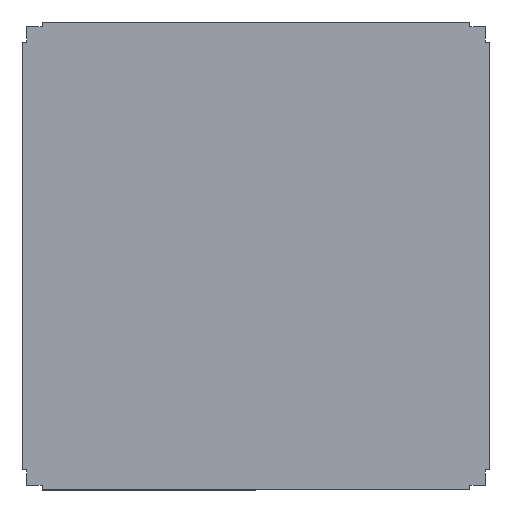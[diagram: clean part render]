
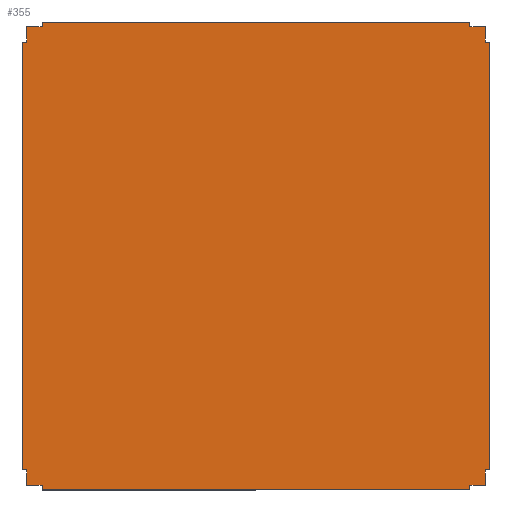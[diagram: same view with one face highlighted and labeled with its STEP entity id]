
A CAD part, top view. The second image highlights one B-rep face of the part: STEP entity #355.
In plain terms, the highlighted planar face has unit normal (0, 0, 1).
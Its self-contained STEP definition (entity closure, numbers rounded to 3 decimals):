
#6 = VECTOR ( 'NONE', #284, 1000. ) ;
#14 = LINE ( 'NONE', #581, #6 ) ;
#16 = VERTEX_POINT ( 'NONE', #61 ) ;
#20 = VECTOR ( 'NONE', #463, 1000. ) ;
#27 = LINE ( 'NONE', #759, #190 ) ;
#30 = DIRECTION ( 'NONE',  ( -1., 0., 0. ) ) ;
#31 = LINE ( 'NONE', #725, #194 ) ;
#39 = CARTESIAN_POINT ( 'NONE',  ( -277., -303., 6. ) ) ;
#40 = EDGE_CURVE ( 'NONE', #540, #729, #119, .T. ) ;
#50 = CARTESIAN_POINT ( 'NONE',  ( 303., 277., 6. ) ) ;
#55 = VERTEX_POINT ( 'NONE', #242 ) ;
#56 = DIRECTION ( 'NONE',  ( 0., 0., 1. ) ) ;
#58 = EDGE_CURVE ( 'NONE', #705, #168, #238, .T. ) ;
#61 = CARTESIAN_POINT ( 'NONE',  ( -277., 303., 6. ) ) ;
#75 = ORIENTED_EDGE ( 'NONE', *, *, #548, .T. ) ;
#77 = EDGE_CURVE ( 'NONE', #283, #16, #506, .T. ) ;
#78 = ORIENTED_EDGE ( 'NONE', *, *, #661, .T. ) ;
#81 = EDGE_CURVE ( 'NONE', #547, #273, #138, .T. ) ;
#85 = CARTESIAN_POINT ( 'NONE',  ( 277., -297., 6. ) ) ;
#86 = LINE ( 'NONE', #85, #176 ) ;
#96 = ORIENTED_EDGE ( 'NONE', *, *, #686, .T. ) ;
#97 = ORIENTED_EDGE ( 'NONE', *, *, #265, .T. ) ;
#100 = CARTESIAN_POINT ( 'NONE',  ( 277., 297., 6. ) ) ;
#106 = VECTOR ( 'NONE', #641, 1000. ) ;
#116 = CARTESIAN_POINT ( 'NONE',  ( 277., -297., 6. ) ) ;
#119 = LINE ( 'NONE', #528, #616 ) ;
#123 = CARTESIAN_POINT ( 'NONE',  ( -297., 277., 6. ) ) ;
#130 = LINE ( 'NONE', #563, #530 ) ;
#132 = ORIENTED_EDGE ( 'NONE', *, *, #81, .T. ) ;
#138 = LINE ( 'NONE', #158, #307 ) ;
#141 = VERTEX_POINT ( 'NONE', #623 ) ;
#146 = ORIENTED_EDGE ( 'NONE', *, *, #211, .T. ) ;
#153 = CARTESIAN_POINT ( 'NONE',  ( -303., 277., 6. ) ) ;
#158 = CARTESIAN_POINT ( 'NONE',  ( -297., -297., 6. ) ) ;
#162 = EDGE_CURVE ( 'NONE', #729, #416, #130, .T. ) ;
#164 = DIRECTION ( 'NONE',  ( 1., 0., 0. ) ) ;
#166 = ORIENTED_EDGE ( 'NONE', *, *, #77, .T. ) ;
#168 = VERTEX_POINT ( 'NONE', #560 ) ;
#176 = VECTOR ( 'NONE', #667, 1000. ) ;
#178 = DIRECTION ( 'NONE',  ( 0., -1., 0. ) ) ;
#179 = ORIENTED_EDGE ( 'NONE', *, *, #277, .T. ) ;
#180 = DIRECTION ( 'NONE',  ( -1., 0., 0. ) ) ;
#184 = ORIENTED_EDGE ( 'NONE', *, *, #428, .T. ) ;
#189 = DIRECTION ( 'NONE',  ( -1., 0., 0. ) ) ;
#190 = VECTOR ( 'NONE', #639, 1000. ) ;
#194 = VECTOR ( 'NONE', #607, 1000. ) ;
#200 = VERTEX_POINT ( 'NONE', #39 ) ;
#205 = CARTESIAN_POINT ( 'NONE',  ( -297., 297., 6. ) ) ;
#206 = LINE ( 'NONE', #399, #646 ) ;
#207 = ORIENTED_EDGE ( 'NONE', *, *, #464, .T. ) ;
#211 = EDGE_CURVE ( 'NONE', #409, #283, #637, .T. ) ;
#216 = VECTOR ( 'NONE', #189, 1000. ) ;
#220 = DIRECTION ( 'NONE',  ( 0., -1., 0. ) ) ;
#227 = CARTESIAN_POINT ( 'NONE',  ( 297., 297., 6. ) ) ;
#229 = CARTESIAN_POINT ( 'NONE',  ( 0., 0., 6. ) ) ;
#230 = LINE ( 'NONE', #700, #260 ) ;
#232 = CARTESIAN_POINT ( 'NONE',  ( 277., 297., 6. ) ) ;
#235 = LINE ( 'NONE', #392, #431 ) ;
#238 = LINE ( 'NONE', #536, #674 ) ;
#240 = VERTEX_POINT ( 'NONE', #50 ) ;
#242 = CARTESIAN_POINT ( 'NONE',  ( -297., 297., 6. ) ) ;
#260 = VECTOR ( 'NONE', #757, 1000. ) ;
#261 = EDGE_LOOP ( 'NONE', ( #184, #509, #78, #96, #598, #345, #132, #481, #609, #97, #207, #384, #750, #450, #179, #75, #285, #146, #166, #691 ) ) ;
#265 = EDGE_CURVE ( 'NONE', #349, #688, #230, .T. ) ;
#269 = DIRECTION ( 'NONE',  ( 1., 0., 0. ) ) ;
#270 = CARTESIAN_POINT ( 'NONE',  ( 297., 297., 6. ) ) ;
#273 = VERTEX_POINT ( 'NONE', #462 ) ;
#277 = EDGE_CURVE ( 'NONE', #240, #141, #312, .T. ) ;
#283 = VERTEX_POINT ( 'NONE', #631 ) ;
#284 = DIRECTION ( 'NONE',  ( 0., -1., 0. ) ) ;
#285 = ORIENTED_EDGE ( 'NONE', *, *, #737, .T. ) ;
#307 = VECTOR ( 'NONE', #164, 1000. ) ;
#312 = LINE ( 'NONE', #694, #20 ) ;
#317 = VECTOR ( 'NONE', #180, 1000. ) ;
#318 = AXIS2_PLACEMENT_3D ( 'NONE', #229, #56, #527 ) ;
#324 = DIRECTION ( 'NONE',  ( 1., 0., 0. ) ) ;
#328 = EDGE_CURVE ( 'NONE', #273, #200, #14, .T. ) ;
#337 = CARTESIAN_POINT ( 'NONE',  ( -297., -297., 6. ) ) ;
#339 = DIRECTION ( 'NONE',  ( 0., 1., 0. ) ) ;
#345 = ORIENTED_EDGE ( 'NONE', *, *, #569, .T. ) ;
#346 = VECTOR ( 'NONE', #582, 1000. ) ;
#348 = EDGE_CURVE ( 'NONE', #55, #352, #206, .T. ) ;
#349 = VERTEX_POINT ( 'NONE', #407 ) ;
#352 = VERTEX_POINT ( 'NONE', #123 ) ;
#355 = ADVANCED_FACE ( 'NONE', ( #473 ), #583, .T. ) ;
#362 = LINE ( 'NONE', #232, #317 ) ;
#363 = EDGE_CURVE ( 'NONE', #416, #240, #518, .T. ) ;
#370 = CARTESIAN_POINT ( 'NONE',  ( 303., -277., 6. ) ) ;
#372 = VECTOR ( 'NONE', #339, 1000. ) ;
#375 = CARTESIAN_POINT ( 'NONE',  ( -277., 297., 6. ) ) ;
#384 = ORIENTED_EDGE ( 'NONE', *, *, #40, .T. ) ;
#392 = CARTESIAN_POINT ( 'NONE',  ( -297., -277., 6. ) ) ;
#395 = VECTOR ( 'NONE', #30, 1000. ) ;
#399 = CARTESIAN_POINT ( 'NONE',  ( -297., 297., 6. ) ) ;
#400 = CARTESIAN_POINT ( 'NONE',  ( -297., 277., 6. ) ) ;
#407 = CARTESIAN_POINT ( 'NONE',  ( 277., -303., 6. ) ) ;
#408 = EDGE_CURVE ( 'NONE', #16, #422, #31, .T. ) ;
#409 = VERTEX_POINT ( 'NONE', #487 ) ;
#416 = VERTEX_POINT ( 'NONE', #370 ) ;
#422 = VERTEX_POINT ( 'NONE', #375 ) ;
#428 = EDGE_CURVE ( 'NONE', #422, #55, #596, .T. ) ;
#431 = VECTOR ( 'NONE', #220, 1000. ) ;
#450 = ORIENTED_EDGE ( 'NONE', *, *, #363, .T. ) ;
#462 = CARTESIAN_POINT ( 'NONE',  ( -277., -297., 6. ) ) ;
#463 = DIRECTION ( 'NONE',  ( -1., 0., 0. ) ) ;
#464 = EDGE_CURVE ( 'NONE', #688, #540, #86, .T. ) ;
#469 = CARTESIAN_POINT ( 'NONE',  ( -277., 303., 6. ) ) ;
#473 = FACE_OUTER_BOUND ( 'NONE', #261, .T. ) ;
#481 = ORIENTED_EDGE ( 'NONE', *, *, #328, .T. ) ;
#485 = LINE ( 'NONE', #523, #601 ) ;
#487 = CARTESIAN_POINT ( 'NONE',  ( 277., 297., 6. ) ) ;
#494 = VERTEX_POINT ( 'NONE', #153 ) ;
#504 = DIRECTION ( 'NONE',  ( 0., 1., 0. ) ) ;
#506 = LINE ( 'NONE', #469, #216 ) ;
#509 = ORIENTED_EDGE ( 'NONE', *, *, #348, .T. ) ;
#518 = LINE ( 'NONE', #524, #106 ) ;
#523 = CARTESIAN_POINT ( 'NONE',  ( 277., -303., 6. ) ) ;
#524 = CARTESIAN_POINT ( 'NONE',  ( 303., 277., 6. ) ) ;
#527 = DIRECTION ( 'NONE',  ( 1., 0., 0. ) ) ;
#528 = CARTESIAN_POINT ( 'NONE',  ( 297., -277., 6. ) ) ;
#530 = VECTOR ( 'NONE', #269, 1000. ) ;
#533 = DIRECTION ( 'NONE',  ( 0., 1., 0. ) ) ;
#536 = CARTESIAN_POINT ( 'NONE',  ( -297., -277., 6. ) ) ;
#540 = VERTEX_POINT ( 'NONE', #552 ) ;
#547 = VERTEX_POINT ( 'NONE', #337 ) ;
#548 = EDGE_CURVE ( 'NONE', #141, #663, #719, .T. ) ;
#552 = CARTESIAN_POINT ( 'NONE',  ( 297., -297., 6. ) ) ;
#560 = CARTESIAN_POINT ( 'NONE',  ( -297., -277., 6. ) ) ;
#563 = CARTESIAN_POINT ( 'NONE',  ( 297., -277., 6. ) ) ;
#569 = EDGE_CURVE ( 'NONE', #168, #547, #235, .T. ) ;
#581 = CARTESIAN_POINT ( 'NONE',  ( -277., -297., 6. ) ) ;
#582 = DIRECTION ( 'NONE',  ( -1., 0., 0. ) ) ;
#583 = PLANE ( 'NONE',  #318 ) ;
#596 = LINE ( 'NONE', #205, #395 ) ;
#598 = ORIENTED_EDGE ( 'NONE', *, *, #58, .T. ) ;
#601 = VECTOR ( 'NONE', #633, 1000. ) ;
#607 = DIRECTION ( 'NONE',  ( 0., -1., 0. ) ) ;
#609 = ORIENTED_EDGE ( 'NONE', *, *, #682, .T. ) ;
#616 = VECTOR ( 'NONE', #533, 1000. ) ;
#623 = CARTESIAN_POINT ( 'NONE',  ( 297., 277., 6. ) ) ;
#631 = CARTESIAN_POINT ( 'NONE',  ( 277., 303., 6. ) ) ;
#633 = DIRECTION ( 'NONE',  ( 1., 0., 0. ) ) ;
#637 = LINE ( 'NONE', #100, #372 ) ;
#639 = DIRECTION ( 'NONE',  ( 0., -1., 0. ) ) ;
#641 = DIRECTION ( 'NONE',  ( 0., 1., 0. ) ) ;
#646 = VECTOR ( 'NONE', #178, 1000. ) ;
#661 = EDGE_CURVE ( 'NONE', #352, #494, #710, .T. ) ;
#663 = VERTEX_POINT ( 'NONE', #227 ) ;
#667 = DIRECTION ( 'NONE',  ( 1., 0., 0. ) ) ;
#674 = VECTOR ( 'NONE', #324, 1000. ) ;
#682 = EDGE_CURVE ( 'NONE', #200, #349, #485, .T. ) ;
#686 = EDGE_CURVE ( 'NONE', #494, #705, #27, .T. ) ;
#688 = VERTEX_POINT ( 'NONE', #116 ) ;
#691 = ORIENTED_EDGE ( 'NONE', *, *, #408, .T. ) ;
#694 = CARTESIAN_POINT ( 'NONE',  ( 297., 277., 6. ) ) ;
#695 = CARTESIAN_POINT ( 'NONE',  ( -303., -277., 6. ) ) ;
#700 = CARTESIAN_POINT ( 'NONE',  ( 277., -297., 6. ) ) ;
#704 = VECTOR ( 'NONE', #504, 1000. ) ;
#705 = VERTEX_POINT ( 'NONE', #695 ) ;
#710 = LINE ( 'NONE', #400, #346 ) ;
#719 = LINE ( 'NONE', #270, #704 ) ;
#725 = CARTESIAN_POINT ( 'NONE',  ( -277., 297., 6. ) ) ;
#729 = VERTEX_POINT ( 'NONE', #754 ) ;
#737 = EDGE_CURVE ( 'NONE', #663, #409, #362, .T. ) ;
#750 = ORIENTED_EDGE ( 'NONE', *, *, #162, .T. ) ;
#754 = CARTESIAN_POINT ( 'NONE',  ( 297., -277., 6. ) ) ;
#757 = DIRECTION ( 'NONE',  ( 0., 1., 0. ) ) ;
#759 = CARTESIAN_POINT ( 'NONE',  ( -303., -277., 6. ) ) ;
